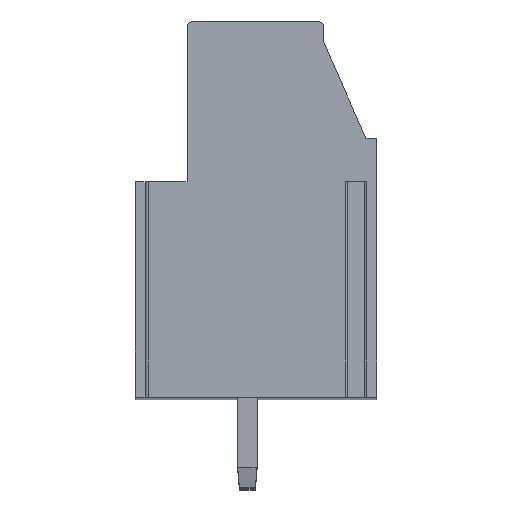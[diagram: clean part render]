
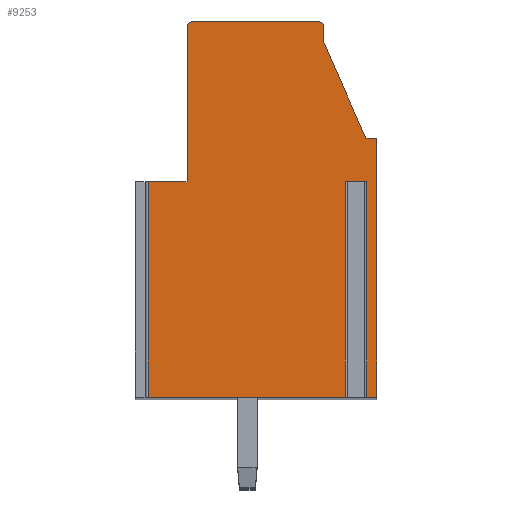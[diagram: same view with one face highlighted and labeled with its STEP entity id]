
A CAD part, top view. The second image highlights one B-rep face of the part: STEP entity #9253.
In plain terms, the highlighted planar face has unit normal (0, 0, 1).
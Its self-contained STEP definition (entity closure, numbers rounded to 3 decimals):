
#135=DIRECTION('',(-1.,0.,0.));
#136=VECTOR('',#135,1.806);
#137=CARTESIAN_POINT('',(-3.2,1.3,2.5));
#138=LINE('',#137,#136);
#1491=DIRECTION('',(1.,0.,0.));
#1492=VECTOR('',#1491,0.989);
#1493=CARTESIAN_POINT('',(4.142,1.3,2.5));
#1494=LINE('',#1493,#1492);
#1495=DIRECTION('',(0.,-1.,0.));
#1496=VECTOR('',#1495,10.);
#1497=CARTESIAN_POINT('',(4.142,1.3,2.5));
#1498=LINE('',#1497,#1496);
#1499=DIRECTION('',(1.,0.,0.));
#1500=VECTOR('',#1499,9.148);
#1501=CARTESIAN_POINT('',(-5.006,-8.7,2.5));
#1502=LINE('',#1501,#1500);
#1503=DIRECTION('',(0.,-1.,0.));
#1504=VECTOR('',#1503,10.);
#1505=CARTESIAN_POINT('',(-5.006,1.3,2.5));
#1506=LINE('',#1505,#1504);
#1507=DIRECTION('',(0.,-1.,0.));
#1508=VECTOR('',#1507,7.2);
#1509=CARTESIAN_POINT('',(-3.2,8.5,2.5));
#1510=LINE('',#1509,#1508);
#1511=CARTESIAN_POINT('',(-3.,8.5,2.5));
#1512=DIRECTION('',(0.,0.,1.));
#1513=DIRECTION('',(0.,1.,0.));
#1514=AXIS2_PLACEMENT_3D('',#1511,#1512,#1513);
#1516=DIRECTION('',(-1.,0.,0.));
#1517=VECTOR('',#1516,5.95);
#1518=CARTESIAN_POINT('',(2.95,8.7,2.5));
#1519=LINE('',#1518,#1517);
#1520=CARTESIAN_POINT('',(2.95,8.5,2.5));
#1521=DIRECTION('',(0.,0.,1.));
#1522=DIRECTION('',(1.,0.,0.));
#1523=AXIS2_PLACEMENT_3D('',#1520,#1521,#1522);
#1525=DIRECTION('',(0.,1.,0.));
#1526=VECTOR('',#1525,0.75);
#1527=CARTESIAN_POINT('',(3.15,7.75,2.5));
#1528=LINE('',#1527,#1526);
#1529=DIRECTION('',(-0.401,0.916,0.));
#1530=VECTOR('',#1529,4.859);
#1531=CARTESIAN_POINT('',(5.1,3.3,2.5));
#1532=LINE('',#1531,#1530);
#1533=DIRECTION('',(-1.,0.,0.));
#1534=VECTOR('',#1533,0.5);
#1535=CARTESIAN_POINT('',(5.6,3.3,2.5));
#1536=LINE('',#1535,#1534);
#1537=DIRECTION('',(0.,1.,0.));
#1538=VECTOR('',#1537,12.);
#1539=CARTESIAN_POINT('',(5.6,-8.7,2.5));
#1540=LINE('',#1539,#1538);
#1541=DIRECTION('',(1.,0.,0.));
#1542=VECTOR('',#1541,0.469);
#1543=CARTESIAN_POINT('',(5.131,-8.7,2.5));
#1544=LINE('',#1543,#1542);
#1545=DIRECTION('',(0.,-1.,0.));
#1546=VECTOR('',#1545,10.);
#1547=CARTESIAN_POINT('',(5.131,1.3,2.5));
#1548=LINE('',#1547,#1546);
#5757=CARTESIAN_POINT('',(5.1,3.3,2.5));
#5758=CARTESIAN_POINT('',(3.15,7.75,2.5));
#5759=VERTEX_POINT('',#5757);
#5760=VERTEX_POINT('',#5758);
#5761=CARTESIAN_POINT('',(3.15,8.5,2.5));
#5762=VERTEX_POINT('',#5761);
#5763=CARTESIAN_POINT('',(2.95,8.7,2.5));
#5764=VERTEX_POINT('',#5763);
#5765=CARTESIAN_POINT('',(-3.,8.7,2.5));
#5766=VERTEX_POINT('',#5765);
#5767=CARTESIAN_POINT('',(-3.2,8.5,2.5));
#5768=VERTEX_POINT('',#5767);
#5769=CARTESIAN_POINT('',(-3.2,1.3,2.5));
#5770=VERTEX_POINT('',#5769);
#5771=CARTESIAN_POINT('',(5.6,-8.7,2.5));
#5772=CARTESIAN_POINT('',(5.6,3.3,2.5));
#5773=VERTEX_POINT('',#5771);
#5774=VERTEX_POINT('',#5772);
#5787=CARTESIAN_POINT('',(4.142,1.3,2.5));
#5788=CARTESIAN_POINT('',(5.131,1.3,2.5));
#5789=VERTEX_POINT('',#5787);
#5790=VERTEX_POINT('',#5788);
#5791=CARTESIAN_POINT('',(-5.006,1.3,2.5));
#5792=CARTESIAN_POINT('',(-5.006,-8.7,2.5));
#5793=VERTEX_POINT('',#5791);
#5794=VERTEX_POINT('',#5792);
#5795=CARTESIAN_POINT('',(5.131,-8.7,2.5));
#5796=VERTEX_POINT('',#5795);
#5797=CARTESIAN_POINT('',(4.142,-8.7,2.5));
#5798=VERTEX_POINT('',#5797);
#9228=CARTESIAN_POINT('',(0.,0.,2.5));
#9229=DIRECTION('',(0.,0.,1.));
#9230=DIRECTION('',(1.,0.,0.));
#9231=AXIS2_PLACEMENT_3D('',#9228,#9229,#9230);
#9232=PLANE('',#9231);
#9234=ORIENTED_EDGE('',*,*,#9233,.F.);
#9236=ORIENTED_EDGE('',*,*,#9235,.T.);
#9237=ORIENTED_EDGE('',*,*,#8902,.F.);
#9238=ORIENTED_EDGE('',*,*,#9220,.F.);
#9239=ORIENTED_EDGE('',*,*,#7511,.F.);
#9240=ORIENTED_EDGE('',*,*,#7709,.F.);
#9241=ORIENTED_EDGE('',*,*,#8572,.F.);
#9242=ORIENTED_EDGE('',*,*,#8586,.F.);
#9243=ORIENTED_EDGE('',*,*,#8678,.F.);
#9244=ORIENTED_EDGE('',*,*,#8692,.F.);
#9245=ORIENTED_EDGE('',*,*,#8706,.F.);
#9246=ORIENTED_EDGE('',*,*,#8720,.F.);
#9247=ORIENTED_EDGE('',*,*,#8734,.F.);
#9248=ORIENTED_EDGE('',*,*,#8918,.F.);
#9250=ORIENTED_EDGE('',*,*,#9249,.F.);
#9251=EDGE_LOOP('',(#9234,#9236,#9237,#9238,#9239,#9240,#9241,#9242,#9243,#9244,
#9245,#9246,#9247,#9248,#9250));
#9252=FACE_OUTER_BOUND('',#9251,.F.);
#1515=CIRCLE('',#1514,0.2);
#1524=CIRCLE('',#1523,0.2);
#7511=EDGE_CURVE('',#5770,#5793,#138,.T.);
#7709=EDGE_CURVE('',#5768,#5770,#1510,.T.);
#8572=EDGE_CURVE('',#5766,#5768,#1515,.T.);
#8586=EDGE_CURVE('',#5764,#5766,#1519,.T.);
#8678=EDGE_CURVE('',#5762,#5764,#1524,.T.);
#8692=EDGE_CURVE('',#5760,#5762,#1528,.T.);
#8706=EDGE_CURVE('',#5759,#5760,#1532,.T.);
#8720=EDGE_CURVE('',#5774,#5759,#1536,.T.);
#8734=EDGE_CURVE('',#5773,#5774,#1540,.T.);
#8902=EDGE_CURVE('',#5794,#5798,#1502,.T.);
#8918=EDGE_CURVE('',#5796,#5773,#1544,.T.);
#9220=EDGE_CURVE('',#5793,#5794,#1506,.T.);
#9233=EDGE_CURVE('',#5789,#5790,#1494,.T.);
#9235=EDGE_CURVE('',#5789,#5798,#1498,.T.);
#9249=EDGE_CURVE('',#5790,#5796,#1548,.T.);
#9253=ADVANCED_FACE('',(#9252),#9232,.T.);
